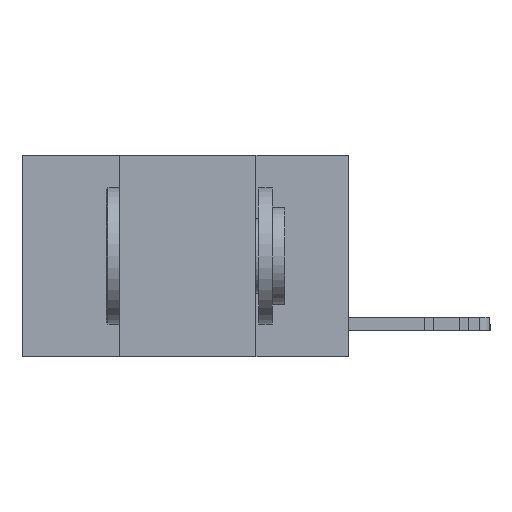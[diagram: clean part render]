
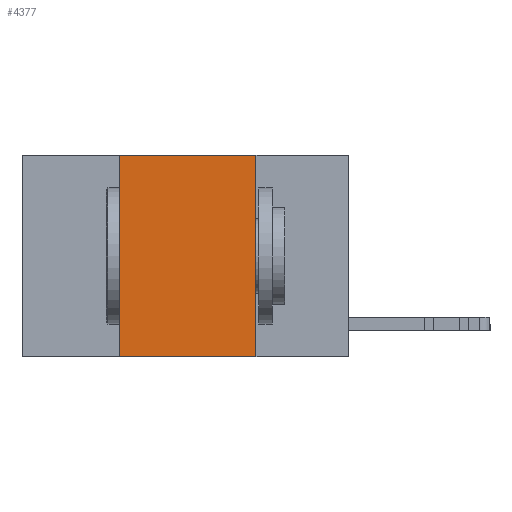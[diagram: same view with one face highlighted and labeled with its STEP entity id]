
A CAD part, left-side view. The second image highlights one B-rep face of the part: STEP entity #4377.
In plain terms, the highlighted planar face has unit normal (-1, 0, 0).
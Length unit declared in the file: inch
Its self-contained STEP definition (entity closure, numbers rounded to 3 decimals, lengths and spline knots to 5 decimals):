
#1384 = DIRECTION ( 'NONE',  ( 0., 0., -1. ) ) ;
#3555 = CARTESIAN_POINT ( 'NONE',  ( 0., 0.17, 0. ) ) ;
#3781 = DIRECTION ( 'NONE',  ( 0., -1., 0. ) ) ;
#3870 = DIRECTION ( 'NONE',  ( 0., -1., 0. ) ) ;
#4377 = ADVANCED_FACE ( 'NONE', ( #11547 ), #6938, .F. ) ;
#4460 = CARTESIAN_POINT ( 'NONE',  ( 0., 0.17, -0.37 ) ) ;
#6339 = VERTEX_POINT ( 'NONE', #3555 ) ;
#6938 = PLANE ( 'NONE',  #23847 ) ;
#7088 = DIRECTION ( 'NONE',  ( 0., 0., -1. ) ) ;
#7384 = VERTEX_POINT ( 'NONE', #11140 ) ;
#10056 = DIRECTION ( 'NONE',  ( 0., 0., 1. ) ) ;
#10733 = EDGE_CURVE ( 'NONE', #22365, #7384, #12717, .T. ) ;
#10824 = CARTESIAN_POINT ( 'NONE',  ( 0., 0.17, 0. ) ) ;
#11140 = CARTESIAN_POINT ( 'NONE',  ( 0., 0.42, 0. ) ) ;
#11250 = DIRECTION ( 'NONE',  ( 1., 0., 0. ) ) ;
#11547 = FACE_OUTER_BOUND ( 'NONE', #18590, .T. ) ;
#12717 = LINE ( 'NONE', #21740, #13181 ) ;
#12758 = CARTESIAN_POINT ( 'NONE',  ( 0., 0.6, 0. ) ) ;
#12964 = CARTESIAN_POINT ( 'NONE',  ( 0., 0.6, -0.37 ) ) ;
#13181 = VECTOR ( 'NONE', #10056, 39.37008 ) ;
#13919 = CARTESIAN_POINT ( 'NONE',  ( 0., 0.6, 0. ) ) ;
#15779 = VECTOR ( 'NONE', #3870, 39.37008 ) ;
#17617 = ORIENTED_EDGE ( 'NONE', *, *, #17997, .F. ) ;
#17666 = VERTEX_POINT ( 'NONE', #4460 ) ;
#17997 = EDGE_CURVE ( 'NONE', #7384, #6339, #23860, .T. ) ;
#18481 = CARTESIAN_POINT ( 'NONE',  ( 0., 0.42, -0.37 ) ) ;
#18590 = EDGE_LOOP ( 'NONE', ( #20095, #17617, #27824, #24273 ) ) ;
#20095 = ORIENTED_EDGE ( 'NONE', *, *, #24832, .F. ) ;
#21702 = LINE ( 'NONE', #12964, #26037 ) ;
#21740 = CARTESIAN_POINT ( 'NONE',  ( 0., 0.42, 0. ) ) ;
#22365 = VERTEX_POINT ( 'NONE', #18481 ) ;
#23847 = AXIS2_PLACEMENT_3D ( 'NONE', #13919, #11250, #7088 ) ;
#23860 = LINE ( 'NONE', #12758, #15779 ) ;
#24273 = ORIENTED_EDGE ( 'NONE', *, *, #27268, .T. ) ;
#24832 = EDGE_CURVE ( 'NONE', #6339, #17666, #28724, .T. ) ;
#25937 = VECTOR ( 'NONE', #1384, 39.37008 ) ;
#26037 = VECTOR ( 'NONE', #3781, 39.37008 ) ;
#27268 = EDGE_CURVE ( 'NONE', #22365, #17666, #21702, .T. ) ;
#27824 = ORIENTED_EDGE ( 'NONE', *, *, #10733, .F. ) ;
#28724 = LINE ( 'NONE', #10824, #25937 ) ;
